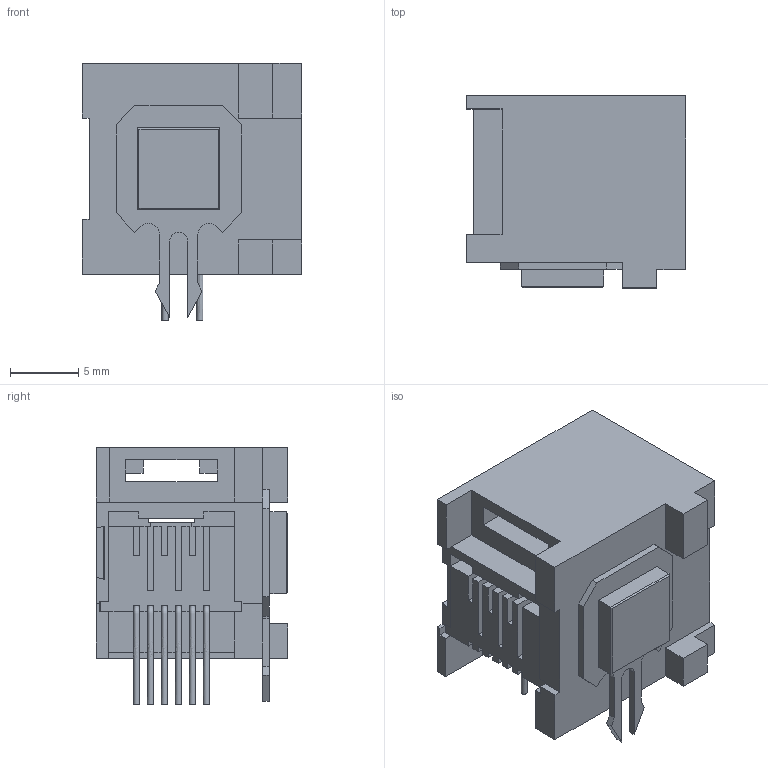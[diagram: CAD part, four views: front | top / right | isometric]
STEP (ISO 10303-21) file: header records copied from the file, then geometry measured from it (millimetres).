
FILE_DESCRIPTION(/* description */ ('Unknown'),/* implementation_level */ '2;1');
FILE_NAME(/* name */ 'J_Wurth_WR-MJ_615006149421L',/* time_stamp */ '2025-07-01T11:27:46+08:00',/* author */ ('Unknown'),/* organization */ ('Unknown'),/* preprocessor_version */ 'ST-DEVELOPER v19.4',/* originating_system */ 'Solid Edge',/* authorisation */ 'Unknown');
FILE_SCHEMA (('AUTOMOTIVE_DESIGN {1 0 10303 214 3 1 1}'));
Length unit declared in the file: millimetre
Products named in the file (2): J_Wurth_WR-MJ_615006149421L
Assembly tree (1 placements, depth 2):
  J_Wurth_WR-MJ_615006149421L
    J_Wurth_WR-MJ_615006149421L
Bounding box: 16 x 14 x 18.8 mm (x, y, z)
Volume: 1607.3 mm3; surface area: 3026.6 mm2
Topology: 9 solids, 9 shells, 329 faces, 971 edges, 644 vertices
Faces by surface type: plane 293, cylinder 30, bspline 6
Entity records: 16332 total; most frequent: CARTESIAN_POINT 7394, ORIENTED_EDGE 1930, DIRECTION 1687, EDGE_CURVE 965, LINE 893, VECTOR 893, VERTEX_POINT 644, AXIS2_PLACEMENT_3D 397
